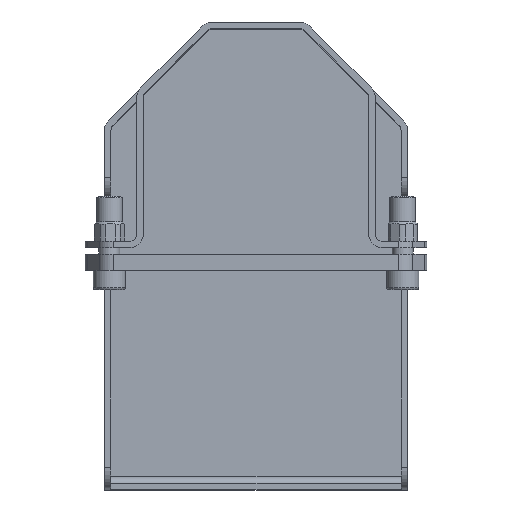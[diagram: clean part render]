
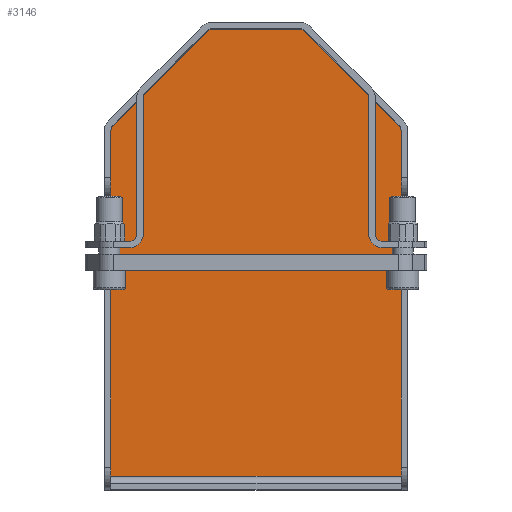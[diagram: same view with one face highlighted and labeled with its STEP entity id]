
A CAD part, top view. The second image highlights one B-rep face of the part: STEP entity #3146.
In plain terms, the highlighted planar face has unit normal (0, 0, 1).
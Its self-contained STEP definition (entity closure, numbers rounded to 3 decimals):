
#264=PLANE('',#3409);
#390=FACE_OUTER_BOUND('',#561,.T.);
#561=EDGE_LOOP('',(#2506,#2507,#2508,#2509,#2510,#2511,#2512,#2513,#2514,
#2515));
#756=LINE('',#4945,#1038);
#764=LINE('',#4967,#1046);
#765=LINE('',#4971,#1047);
#766=LINE('',#4975,#1048);
#767=LINE('',#4979,#1049);
#768=LINE('',#4982,#1050);
#1038=VECTOR('',#3985,10.);
#1046=VECTOR('',#4001,10.);
#1047=VECTOR('',#4006,10.);
#1048=VECTOR('',#4009,10.);
#1049=VECTOR('',#4012,10.);
#1050=VECTOR('',#4015,10.);
#1285=CIRCLE('',#3410,2.2);
#1286=CIRCLE('',#3411,2.2);
#1287=CIRCLE('',#3412,2.2);
#1288=CIRCLE('',#3413,2.2);
#1497=VERTEX_POINT('',#4942);
#1498=VERTEX_POINT('',#4944);
#1502=VERTEX_POINT('',#4954);
#1508=VERTEX_POINT('',#4965);
#1509=VERTEX_POINT('',#4969);
#1510=VERTEX_POINT('',#4972);
#1511=VERTEX_POINT('',#4974);
#1512=VERTEX_POINT('',#4976);
#1513=VERTEX_POINT('',#4978);
#1514=VERTEX_POINT('',#4980);
#1861=EDGE_CURVE('',#1497,#1498,#756,.T.);
#1872=EDGE_CURVE('',#1508,#1502,#764,.T.);
#1873=EDGE_CURVE('',#1498,#1509,#1285,.T.);
#1874=EDGE_CURVE('',#1502,#1497,#765,.T.);
#1875=EDGE_CURVE('',#1510,#1508,#1286,.T.);
#1876=EDGE_CURVE('',#1510,#1511,#766,.T.);
#1877=EDGE_CURVE('',#1512,#1511,#1287,.T.);
#1878=EDGE_CURVE('',#1513,#1512,#767,.T.);
#1879=EDGE_CURVE('',#1514,#1513,#1288,.T.);
#1880=EDGE_CURVE('',#1514,#1509,#768,.T.);
#2506=ORIENTED_EDGE('',*,*,#1873,.F.);
#2507=ORIENTED_EDGE('',*,*,#1861,.F.);
#2508=ORIENTED_EDGE('',*,*,#1874,.F.);
#2509=ORIENTED_EDGE('',*,*,#1872,.F.);
#2510=ORIENTED_EDGE('',*,*,#1875,.F.);
#2511=ORIENTED_EDGE('',*,*,#1876,.T.);
#2512=ORIENTED_EDGE('',*,*,#1877,.F.);
#2513=ORIENTED_EDGE('',*,*,#1878,.F.);
#2514=ORIENTED_EDGE('',*,*,#1879,.F.);
#2515=ORIENTED_EDGE('',*,*,#1880,.T.);
#3146=ADVANCED_FACE('',(#390),#264,.T.);
#3409=AXIS2_PLACEMENT_3D('',#4968,#4002,#4003);
#3410=AXIS2_PLACEMENT_3D('',#4970,#4004,#4005);
#3411=AXIS2_PLACEMENT_3D('',#4973,#4007,#4008);
#3412=AXIS2_PLACEMENT_3D('',#4977,#4010,#4011);
#3413=AXIS2_PLACEMENT_3D('',#4981,#4013,#4014);
#3985=DIRECTION('',(0.,1.,0.));
#4001=DIRECTION('',(0.,-1.,0.));
#4002=DIRECTION('center_axis',(0.,0.,1.));
#4003=DIRECTION('ref_axis',(1.,0.,0.));
#4004=DIRECTION('center_axis',(0.,0.,-1.));
#4005=DIRECTION('ref_axis',(-0.924,0.383,0.));
#4006=DIRECTION('',(-1.,0.,0.));
#4007=DIRECTION('center_axis',(0.,0.,-1.));
#4008=DIRECTION('ref_axis',(0.924,0.383,0.));
#4009=DIRECTION('',(-0.707,0.707,0.));
#4010=DIRECTION('center_axis',(0.,0.,-1.));
#4011=DIRECTION('ref_axis',(0.,-1.,0.));
#4012=DIRECTION('',(1.,0.,0.));
#4013=DIRECTION('center_axis',(0.,0.,-1.));
#4014=DIRECTION('ref_axis',(0.707,-0.707,0.));
#4015=DIRECTION('',(-0.707,-0.707,0.));
#4942=CARTESIAN_POINT('',(-45.,-103.8,-100.));
#4944=CARTESIAN_POINT('',(-45.,3.586,-100.));
#4945=CARTESIAN_POINT('',(-45.,4.497,-100.));
#4954=CARTESIAN_POINT('',(45.,-103.8,-100.));
#4965=CARTESIAN_POINT('',(45.,3.586,-100.));
#4967=CARTESIAN_POINT('',(45.,-108.,-100.));
#4968=CARTESIAN_POINT('Origin',(0.,-43.334,
-100.));
#4969=CARTESIAN_POINT('',(-44.383,5.114,-100.));
#4970=CARTESIAN_POINT('Origin',(-42.8,3.586,-100.));
#4971=CARTESIAN_POINT('',(-22.5,-103.8,-100.));
#4972=CARTESIAN_POINT('',(44.383,5.114,-100.));
#4973=CARTESIAN_POINT('Origin',(42.8,3.586,-100.));
#4974=CARTESIAN_POINT('',(15.114,34.383,-100.));
#4975=CARTESIAN_POINT('',(45.,4.497,-100.));
#4976=CARTESIAN_POINT('',(13.586,35.,-100.));
#4977=CARTESIAN_POINT('Origin',(13.586,32.8,-100.));
#4978=CARTESIAN_POINT('',(-13.586,35.,-100.));
#4979=CARTESIAN_POINT('',(13.586,35.,-100.));
#4980=CARTESIAN_POINT('',(-15.114,34.383,-100.));
#4981=CARTESIAN_POINT('Origin',(-13.586,32.8,-100.));
#4982=CARTESIAN_POINT('',(-14.497,35.,-100.));
